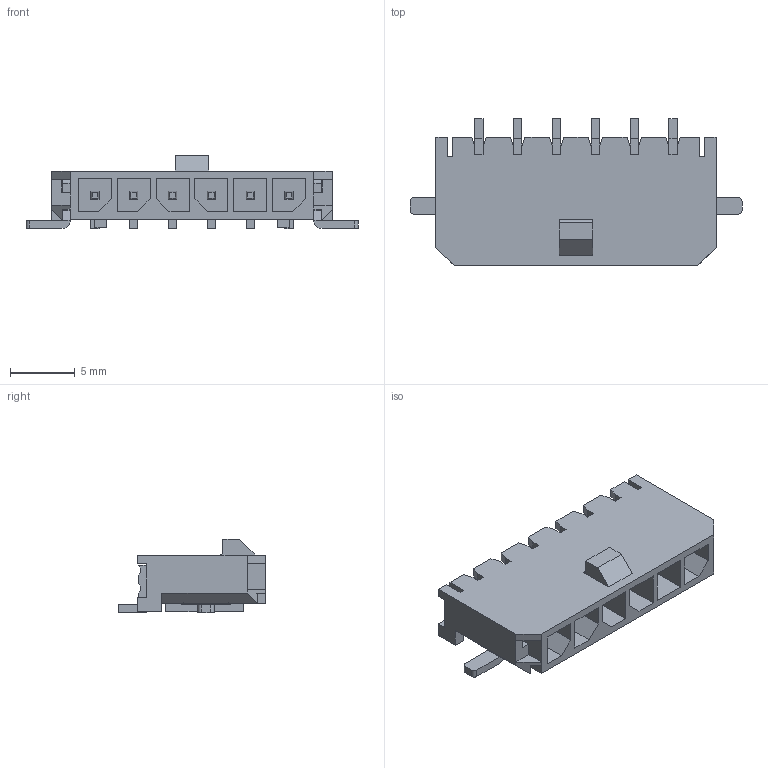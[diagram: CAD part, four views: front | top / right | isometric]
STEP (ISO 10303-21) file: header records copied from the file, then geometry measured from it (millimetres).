
FILE_DESCRIPTION(/* description */ ('Unknown'),/* implementation_level */ '2;1');
FILE_NAME(/* name */ '662106145021',/* time_stamp */ '2020-03-25T16:20:21+01:00',/* author */ ('Unknown'),/* organization */ ('Unknown'),/* preprocessor_version */ 'ST-DEVELOPER v16.7',/* originating_system */ 'DEX',/* authorisation */ $);
FILE_SCHEMA (('AUTOMOTIVE_DESIGN {1 0 10303 214 3 1 1}'));
Length unit declared in the file: millimetre
Products named in the file (4): 6621xx145021; 662106145021; 6621xx145021_PIN; 6621xx145021_MASSE
Assembly tree (9 placements, depth 2):
  6621xx145021
    662106145021
    6621xx145021_PIN  x6
    6621xx145021_MASSE  x2
Bounding box: 25.65 x 11.35 x 5.64 mm (x, y, z)
Volume: 536.5 mm3; surface area: 1471.6 mm2
Topology: 9 solids, 9 shells, 423 faces, 1164 edges, 754 vertices
Faces by surface type: plane 408, cylinder 15
Full cylindrical faces by diameter (mm): 0.8 x2
Entity records: 8949 total; most frequent: CARTESIAN_POINT 1582, ORIENTED_EDGE 1570, DIRECTION 1375, EDGE_CURVE 785, LINE 769, VECTOR 769, VERTEX_POINT 510, AXIS2_PLACEMENT_3D 303
